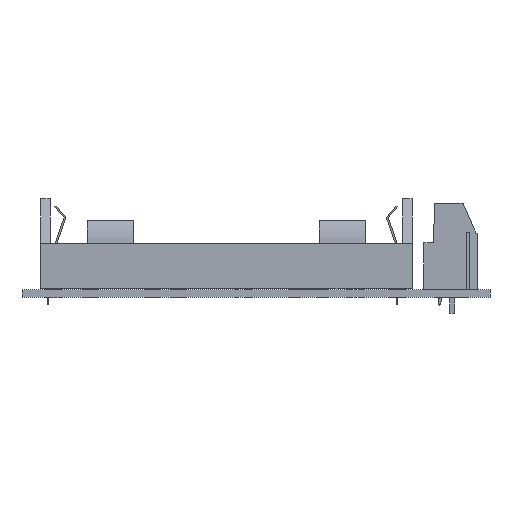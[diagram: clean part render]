
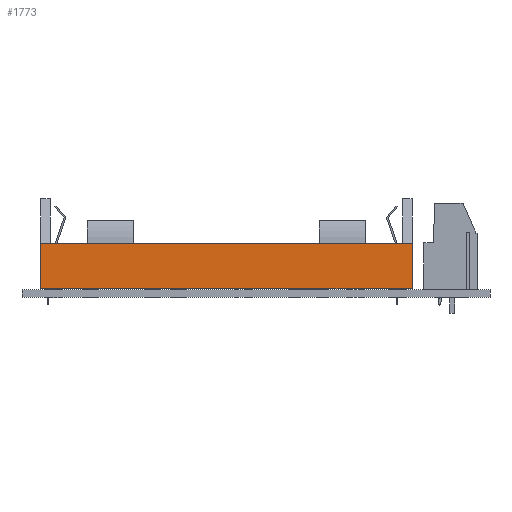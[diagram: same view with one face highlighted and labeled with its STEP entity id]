
A CAD part, left-side view. The second image highlights one B-rep face of the part: STEP entity #1773.
In plain terms, the highlighted face is planar.
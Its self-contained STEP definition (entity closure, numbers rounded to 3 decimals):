
#944 = VERTEX_POINT('',#945);
#945 = CARTESIAN_POINT('',(74.53,10.45,9.6));
#951 = EDGE_CURVE('',#952,#944,#954,.T.);
#952 = VERTEX_POINT('',#953);
#953 = CARTESIAN_POINT('',(64.76,10.45,9.6));
#954 = LINE('',#955,#956);
#955 = CARTESIAN_POINT('',(3.18,10.45,9.6));
#956 = VECTOR('',#957,1.);
#957 = DIRECTION('',(1.,0.,0.));
#976 = VERTEX_POINT('',#977);
#977 = CARTESIAN_POINT('',(55.105,10.45,9.6));
#983 = EDGE_CURVE('',#984,#976,#986,.T.);
#984 = VERTEX_POINT('',#985);
#985 = CARTESIAN_POINT('',(16.255,10.45,9.6));
#986 = LINE('',#987,#988);
#987 = CARTESIAN_POINT('',(3.18,10.45,9.6));
#988 = VECTOR('',#989,1.);
#989 = DIRECTION('',(1.,0.,0.));
#1008 = VERTEX_POINT('',#1009);
#1009 = CARTESIAN_POINT('',(6.6,10.45,9.6));
#1015 = EDGE_CURVE('',#1008,#1016,#1018,.T.);
#1016 = VERTEX_POINT('',#1017);
#1017 = CARTESIAN_POINT('',(-3.17,10.45,9.6));
#1018 = LINE('',#1019,#1020);
#1019 = CARTESIAN_POINT('',(74.53,10.45,9.6));
#1020 = VECTOR('',#1021,1.);
#1021 = DIRECTION('',(-1.,0.,0.));
#1322 = VERTEX_POINT('',#1323);
#1323 = CARTESIAN_POINT('',(-3.17,10.45,0.1));
#1342 = EDGE_CURVE('',#1322,#1016,#1343,.T.);
#1343 = LINE('',#1344,#1345);
#1344 = CARTESIAN_POINT('',(-3.17,10.45,0.1));
#1345 = VECTOR('',#1346,1.);
#1346 = DIRECTION('',(0.,0.,1.));
#1525 = VERTEX_POINT('',#1526);
#1526 = CARTESIAN_POINT('',(74.53,10.45,0.1));
#1532 = EDGE_CURVE('',#1525,#944,#1533,.T.);
#1533 = LINE('',#1534,#1535);
#1534 = CARTESIAN_POINT('',(74.53,10.45,0.1));
#1535 = VECTOR('',#1536,1.);
#1536 = DIRECTION('',(0.,0.,1.));
#1773 = ADVANCED_FACE('',(#1774),#1799,.F.);
#1774 = FACE_BOUND('',#1775,.F.);
#1775 = EDGE_LOOP('',(#1776,#1782,#1783,#1784,#1790,#1791,#1797,#1798));
#1776 = ORIENTED_EDGE('',*,*,#1777,.F.);
#1777 = EDGE_CURVE('',#1525,#1322,#1778,.T.);
#1778 = LINE('',#1779,#1780);
#1779 = CARTESIAN_POINT('',(74.53,10.45,0.1));
#1780 = VECTOR('',#1781,1.);
#1781 = DIRECTION('',(-1.,0.,0.));
#1782 = ORIENTED_EDGE('',*,*,#1532,.T.);
#1783 = ORIENTED_EDGE('',*,*,#951,.F.);
#1784 = ORIENTED_EDGE('',*,*,#1785,.F.);
#1785 = EDGE_CURVE('',#976,#952,#1786,.T.);
#1786 = LINE('',#1787,#1788);
#1787 = CARTESIAN_POINT('',(3.18,10.45,9.6));
#1788 = VECTOR('',#1789,1.);
#1789 = DIRECTION('',(1.,0.,0.));
#1790 = ORIENTED_EDGE('',*,*,#983,.F.);
#1791 = ORIENTED_EDGE('',*,*,#1792,.F.);
#1792 = EDGE_CURVE('',#1008,#984,#1793,.T.);
#1793 = LINE('',#1794,#1795);
#1794 = CARTESIAN_POINT('',(3.18,10.45,9.6));
#1795 = VECTOR('',#1796,1.);
#1796 = DIRECTION('',(1.,0.,0.));
#1797 = ORIENTED_EDGE('',*,*,#1015,.T.);
#1798 = ORIENTED_EDGE('',*,*,#1342,.F.);
#1799 = PLANE('',#1800);
#1800 = AXIS2_PLACEMENT_3D('',#1801,#1802,#1803);
#1801 = CARTESIAN_POINT('',(74.53,10.45,0.1));
#1802 = DIRECTION('',(0.,-1.,0.));
#1803 = DIRECTION('',(-1.,0.,0.));
